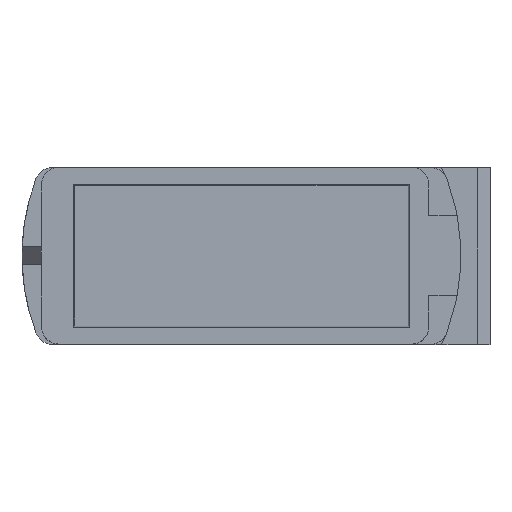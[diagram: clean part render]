
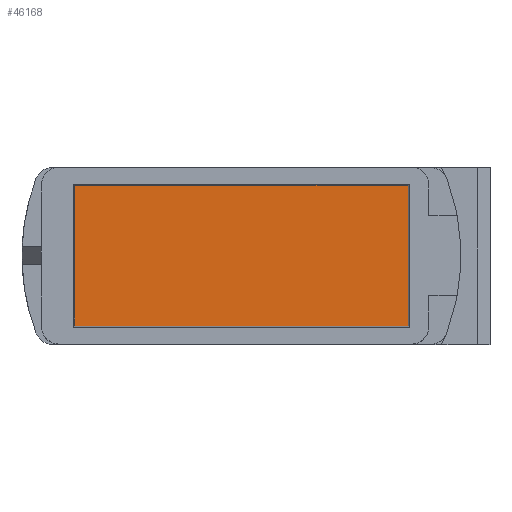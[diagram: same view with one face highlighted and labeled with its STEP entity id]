
A CAD part, top view. The second image highlights one B-rep face of the part: STEP entity #46168.
In plain terms, the highlighted planar face has unit normal (0, 0, 1).
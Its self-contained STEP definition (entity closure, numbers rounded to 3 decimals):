
#18325=DIRECTION('',(0.,-1.,0.));
#18326=VECTOR('',#18325,7.95);
#18327=CARTESIAN_POINT('',(-9.425,3.975,7.15));
#18328=LINE('',#18327,#18326);
#18329=DIRECTION('',(-1.,0.,0.));
#18330=VECTOR('',#18329,18.85);
#18331=CARTESIAN_POINT('',(9.425,3.975,7.15));
#18332=LINE('',#18331,#18330);
#18333=DIRECTION('',(0.,-1.,0.));
#18334=VECTOR('',#18333,7.95);
#18335=CARTESIAN_POINT('',(9.425,3.975,7.15));
#18336=LINE('',#18335,#18334);
#18337=DIRECTION('',(-1.,0.,0.));
#18338=VECTOR('',#18337,18.85);
#18339=CARTESIAN_POINT('',(9.425,-3.975,7.15));
#18340=LINE('',#18339,#18338);
#18435=CARTESIAN_POINT('',(-9.425,3.975,7.15));
#18436=CARTESIAN_POINT('',(-9.425,-3.975,7.15));
#18437=VERTEX_POINT('',#18435);
#18438=VERTEX_POINT('',#18436);
#18439=CARTESIAN_POINT('',(9.425,3.975,7.15));
#18440=CARTESIAN_POINT('',(9.425,-3.975,7.15));
#18441=VERTEX_POINT('',#18439);
#18442=VERTEX_POINT('',#18440);
#46157=CARTESIAN_POINT('',(0.,0.,7.15));
#46158=DIRECTION('',(0.,0.,1.));
#46159=DIRECTION('',(-1.,0.,0.));
#46160=AXIS2_PLACEMENT_3D('',#46157,#46158,#46159);
#46161=PLANE('',#46160);
#46162=ORIENTED_EDGE('',*,*,#46123,.F.);
#46163=ORIENTED_EDGE('',*,*,#46139,.F.);
#46164=ORIENTED_EDGE('',*,*,#46150,.T.);
#46165=ORIENTED_EDGE('',*,*,#46108,.T.);
#46166=EDGE_LOOP('',(#46162,#46163,#46164,#46165));
#46167=FACE_OUTER_BOUND('',#46166,.F.);
#46168=ADVANCED_FACE('',(#46167),#46161,.T.);
#46108=EDGE_CURVE('',#18442,#18438,#18340,.T.);
#46123=EDGE_CURVE('',#18437,#18438,#18328,.T.);
#46139=EDGE_CURVE('',#18441,#18437,#18332,.T.);
#46150=EDGE_CURVE('',#18441,#18442,#18336,.T.);
